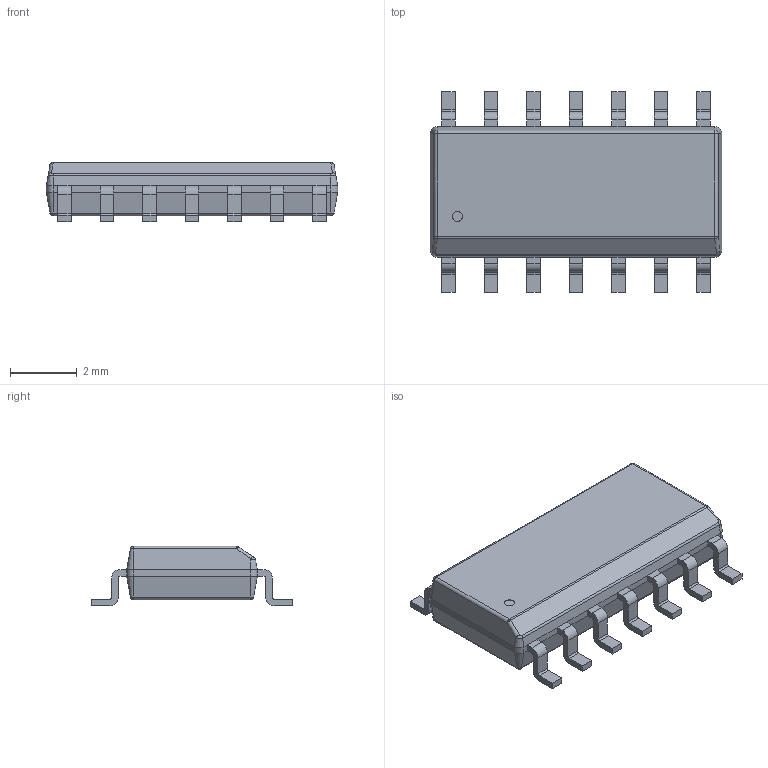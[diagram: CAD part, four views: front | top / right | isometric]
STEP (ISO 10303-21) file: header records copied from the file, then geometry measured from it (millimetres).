
FILE_DESCRIPTION (( 'STEP AP214' ), '1' );
FILE_NAME ('SOP-14_L8.7-W3.9-P1.27-LS6.0-BL.STEP', '2021-11-20T01:40:21', ( 'Sky123.Org' ), ( 'Sky123.Org' ), 'SwSTEP 2.0', 'SolidWorks 2017', '' );
FILE_SCHEMA (( 'AUTOMOTIVE_DESIGN' ));
Length unit declared in the file: millimetre
Products named in the file (1): SOP-14_L8.7-W3.9-P1.27-LS6.0-BL
Bounding box: 8.7 x 6 x 1.78 mm (x, y, z)
Volume: 53.3 mm3; surface area: 129.1 mm2
Topology: 1 solids, 1 shells, 306 faces, 794 edges, 492 vertices
Faces by surface type: plane 201, cylinder 73, bspline 22, cone 8, sphere 2
Entity records: 13453 total; most frequent: CARTESIAN_POINT 3331, ORIENTED_EDGE 1576, DIRECTION 1442, EDGE_CURVE 788, LINE 604, VECTOR 604, VERTEX_POINT 492, AXIS2_PLACEMENT_3D 419
